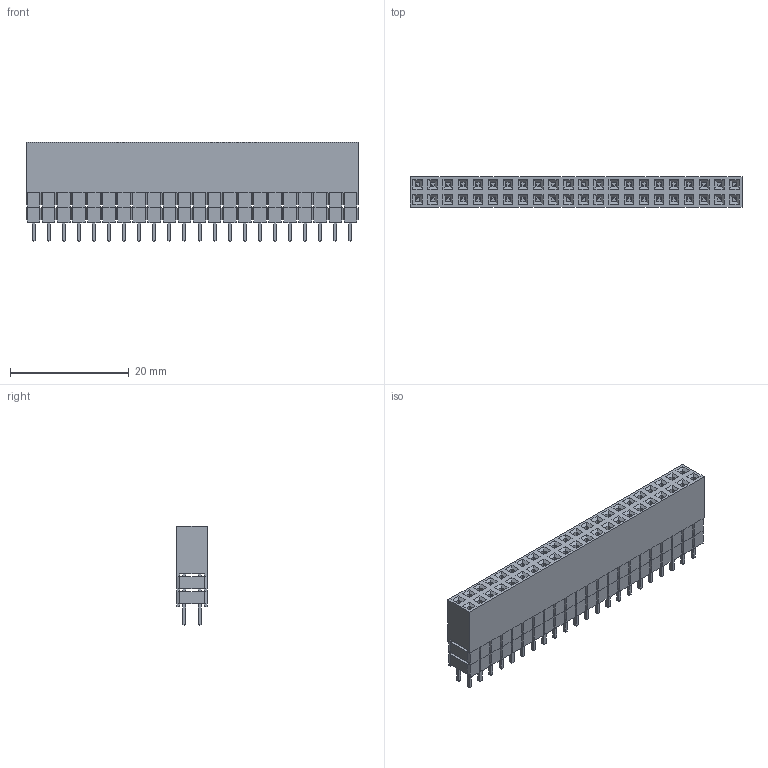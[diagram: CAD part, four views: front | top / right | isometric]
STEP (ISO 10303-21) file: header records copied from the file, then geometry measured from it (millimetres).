
FILE_DESCRIPTION(('FreeCAD Model'),'2;1');
FILE_NAME('Socket_Strip_Straight_L13.6_P2.5_02x22.step','2019-08-27T03:18:25',('Author'),(''), 'Open CASCADE STEP processor 6.8','FreeCAD','Unknown');
FILE_SCHEMA(('AUTOMOTIVE_DESIGN { 1 0 10303 214 1 1 1 1 }'));
Length unit declared in the file: millimetre
Products named in the file (1): Socket_Strip_Straight_L13.6_P2.5_02x22
Bounding box: 55.88 x 5.08 x 16.78 mm (x, y, z)
Volume: 3338.6 mm3; surface area: 4670 mm2
Topology: 1 solids, 1 shells, 1994 faces, 4914 edges, 2924 vertices
Faces by surface type: plane 1994
Entity records: 70794 total; most frequent: CARTESIAN_POINT 9833, ORIENTED_EDGE 9828, DIRECTION 8904, EDGE_CURVE 4914, LINE 4914, VECTOR 4914, VERTEX_POINT 2924, FACE_BOUND 2302
